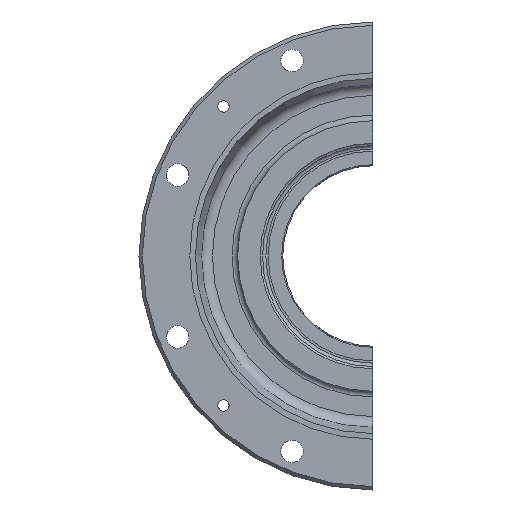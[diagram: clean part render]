
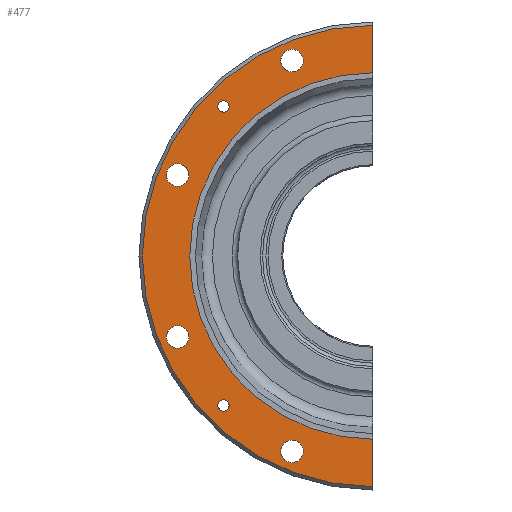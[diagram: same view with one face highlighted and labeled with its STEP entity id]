
A CAD part, left-side view. The second image highlights one B-rep face of the part: STEP entity #477.
In plain terms, the highlighted planar face has unit normal (-1, 0, 0).
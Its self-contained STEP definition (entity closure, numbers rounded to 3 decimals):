
#477=ADVANCED_FACE('',(#1594,#1596,#1598,#1600,#1602,#1604,#1606),#1608,.T.);
#1594=FACE_BOUND('',#1595,.T.);
#1595=EDGE_LOOP('',(#2558,#2559,#2560,#2561));
#1596=FACE_BOUND('',#1597,.T.);
#1597=EDGE_LOOP('',(#2562));
#1598=FACE_BOUND('',#1599,.T.);
#1599=EDGE_LOOP('',(#2563));
#1600=FACE_BOUND('',#1601,.T.);
#1601=EDGE_LOOP('',(#2564));
#1602=FACE_BOUND('',#1603,.T.);
#1603=EDGE_LOOP('',(#2565));
#1604=FACE_BOUND('',#1605,.T.);
#1605=EDGE_LOOP('',(#2566));
#1606=FACE_BOUND('',#1607,.T.);
#1607=EDGE_LOOP('',(#2567));
#1608=PLANE('',#1609);
#1609=AXIS2_PLACEMENT_3D('',#1610,#1611,#1612);
#1610=CARTESIAN_POINT('',(-75.,0.,0.));
#1611=DIRECTION('',(-1.,0.,0.));
#1612=DIRECTION('',(0.,0.,-1.));
#2558=ORIENTED_EDGE('',*,*,#2971,.T.);
#2559=ORIENTED_EDGE('',*,*,#3099,.T.);
#2560=ORIENTED_EDGE('',*,*,#3013,.F.);
#2561=ORIENTED_EDGE('',*,*,#3100,.F.);
#2562=ORIENTED_EDGE('',*,*,#3101,.T.);
#2563=ORIENTED_EDGE('',*,*,#3102,.T.);
#2564=ORIENTED_EDGE('',*,*,#3103,.T.);
#2565=ORIENTED_EDGE('',*,*,#3104,.T.);
#2566=ORIENTED_EDGE('',*,*,#3105,.T.);
#2567=ORIENTED_EDGE('',*,*,#3106,.T.);
#2971=EDGE_CURVE('',#3355,#3353,#3356,.T.);
#3013=EDGE_CURVE('',#3432,#3434,#3435,.T.);
#3099=EDGE_CURVE('',#3353,#3434,#3580,.T.);
#3100=EDGE_CURVE('',#3355,#3432,#3581,.T.);
#3101=EDGE_CURVE('',#3582,#3582,#3583,.T.);
#3102=EDGE_CURVE('',#3584,#3584,#3585,.T.);
#3103=EDGE_CURVE('',#3586,#3586,#3587,.T.);
#3104=EDGE_CURVE('',#3588,#3588,#3589,.T.);
#3105=EDGE_CURVE('',#3590,#3590,#3591,.T.);
#3106=EDGE_CURVE('',#3592,#3592,#3593,.T.);
#3353=VERTEX_POINT('',#4464);
#3355=VERTEX_POINT('',#4468);
#3356=LINE('',#4469,#4470);
#3432=VERTEX_POINT('',#4641);
#3434=VERTEX_POINT('',#4645);
#3435=LINE('',#4646,#4647);
#3580=CIRCLE('',#5400,162.5);
#3581=CIRCLE('',#5404,204.5);
#3582=VERTEX_POINT('',#5408);
#3583=CIRCLE('',#5409,10.);
#3584=VERTEX_POINT('',#5413);
#3585=CIRCLE('',#5414,10.);
#3586=VERTEX_POINT('',#5418);
#3587=CIRCLE('',#5419,10.);
#3588=VERTEX_POINT('',#5423);
#3589=CIRCLE('',#5424,10.);
#3590=VERTEX_POINT('',#5428);
#3591=CIRCLE('',#5429,5.);
#3592=VERTEX_POINT('',#5433);
#3593=CIRCLE('',#5434,5.);
#4464=CARTESIAN_POINT('',(-75.,0.,-162.5));
#4468=CARTESIAN_POINT('',(-75.,0.,-204.5));
#4469=CARTESIAN_POINT('',(-75.,0.,-204.5));
#4470=VECTOR('',#4471,1.);
#4471=DIRECTION('',(0.,0.,1.));
#4641=CARTESIAN_POINT('',(-75.,0.,204.5));
#4645=CARTESIAN_POINT('',(-75.,0.,162.5));
#4646=CARTESIAN_POINT('',(-75.,0.,204.5));
#4647=VECTOR('',#4648,1.);
#4648=DIRECTION('',(0.,0.,-1.));
#5400=AXIS2_PLACEMENT_3D('',#5401,#5402,#5403);
#5401=CARTESIAN_POINT('',(-75.,0.,0.));
#5402=DIRECTION('',(1.,0.,0.));
#5403=DIRECTION('',(0.,0.,-1.));
#5404=AXIS2_PLACEMENT_3D('',#5405,#5406,#5407);
#5405=CARTESIAN_POINT('',(-75.,0.,0.));
#5406=DIRECTION('',(1.,0.,0.));
#5407=DIRECTION('',(0.,0.,-1.));
#5408=CARTESIAN_POINT('',(-75.,71.753,-163.227));
#5409=AXIS2_PLACEMENT_3D('',#5410,#5411,#5412);
#5410=CARTESIAN_POINT('',(-75.,71.753,-173.227));
#5411=DIRECTION('',(1.,0.,0.));
#5412=DIRECTION('',(0.,0.,1.));
#5413=CARTESIAN_POINT('',(-75.,173.227,-61.753));
#5414=AXIS2_PLACEMENT_3D('',#5415,#5416,#5417);
#5415=CARTESIAN_POINT('',(-75.,173.227,-71.753));
#5416=DIRECTION('',(1.,0.,0.));
#5417=DIRECTION('',(0.,0.,1.));
#5418=CARTESIAN_POINT('',(-75.,173.227,81.753));
#5419=AXIS2_PLACEMENT_3D('',#5420,#5421,#5422);
#5420=CARTESIAN_POINT('',(-75.,173.227,71.753));
#5421=DIRECTION('',(1.,0.,0.));
#5422=DIRECTION('',(0.,0.,1.));
#5423=CARTESIAN_POINT('',(-75.,71.753,183.227));
#5424=AXIS2_PLACEMENT_3D('',#5425,#5426,#5427);
#5425=CARTESIAN_POINT('',(-75.,71.753,173.227));
#5426=DIRECTION('',(1.,0.,0.));
#5427=DIRECTION('',(0.,0.,1.));
#5428=CARTESIAN_POINT('',(-75.,132.583,-127.583));
#5429=AXIS2_PLACEMENT_3D('',#5430,#5431,#5432);
#5430=CARTESIAN_POINT('',(-75.,132.583,-132.583));
#5431=DIRECTION('',(1.,0.,0.));
#5432=DIRECTION('',(0.,0.,1.));
#5433=CARTESIAN_POINT('',(-75.,132.583,137.583));
#5434=AXIS2_PLACEMENT_3D('',#5435,#5436,#5437);
#5435=CARTESIAN_POINT('',(-75.,132.583,132.583));
#5436=DIRECTION('',(1.,0.,0.));
#5437=DIRECTION('',(0.,0.,1.));
